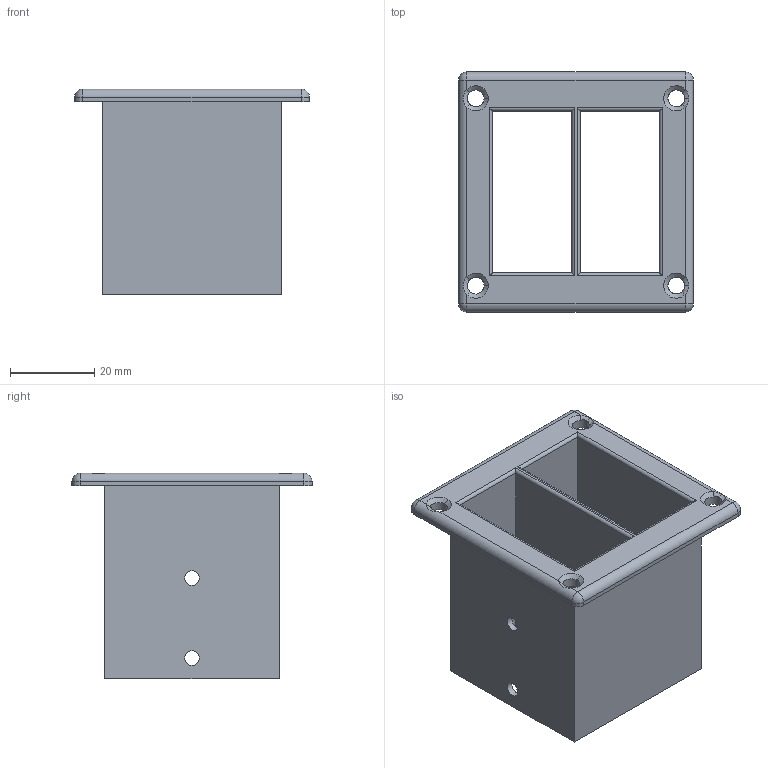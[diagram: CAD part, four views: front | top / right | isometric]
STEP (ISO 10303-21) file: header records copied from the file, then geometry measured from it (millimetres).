
FILE_DESCRIPTION(('FreeCAD Model'),'2;1');
FILE_NAME('Open CASCADE Shape Model','2023-08-10T15:01:28',('Author'),( ''),'Open CASCADE STEP processor 7.5','FreeCAD','Unknown');
FILE_SCHEMA(('AUTOMOTIVE_DESIGN { 1 0 10303 214 1 1 1 1 }'));
Length unit declared in the file: millimetre
Products named in the file (1): BodySB2
Bounding box: 55.96 x 57.15 x 49 mm (x, y, z)
Volume: 19491.8 mm3; surface area: 22908.5 mm2
Topology: 1 solids, 1 shells, 61 faces, 158 edges, 92 vertices
Faces by surface type: cylinder 26, plane 19, cone 6, bspline 6, sphere 4
Full cylindrical faces by diameter (mm): 3.5 x6, 4 x4
Entity records: 2026 total; most frequent: CARTESIAN_POINT 510, ORIENTED_EDGE 308, DIRECTION 302, EDGE_CURVE 154, AXIS2_PLACEMENT_3D 108, VERTEX_POINT 92, LINE 86, VECTOR 86
